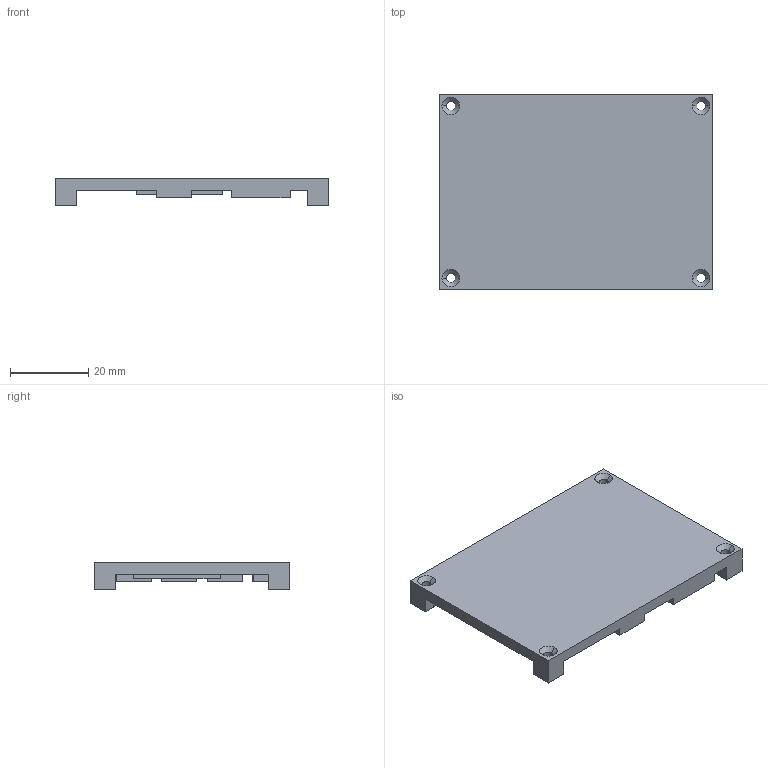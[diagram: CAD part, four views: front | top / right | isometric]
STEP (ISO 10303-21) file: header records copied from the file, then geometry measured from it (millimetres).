
FILE_DESCRIPTION(('STEP AP214'),'1');
FILE_NAME('xk029 Heatspreader phyFlex-i.MX6_3d.STP','2014-04-25T10:22:38',(' '),(' '),'Spatial InterOp 3D',' ',' ');
FILE_SCHEMA(('automotive_design'));
Length unit declared in the file: millimetre
Products named in the file (1): XK029 Heatspreader für phyFlex-i.MX6
Bounding box: 70 x 50 x 7 mm (x, y, z)
Volume: 12667.5 mm3; surface area: 8776.7 mm2
Topology: 1 solids, 1 shells, 70 faces, 184 edges, 120 vertices
Faces by surface type: plane 46, cylinder 16, cone 8
Entity records: 2745 total; most frequent: CARTESIAN_POINT 375, ORIENTED_EDGE 368, DIRECTION 366, EDGE_CURVE 184, LINE 144, VECTOR 144, VERTEX_POINT 120, AXIS2_PLACEMENT_3D 111
